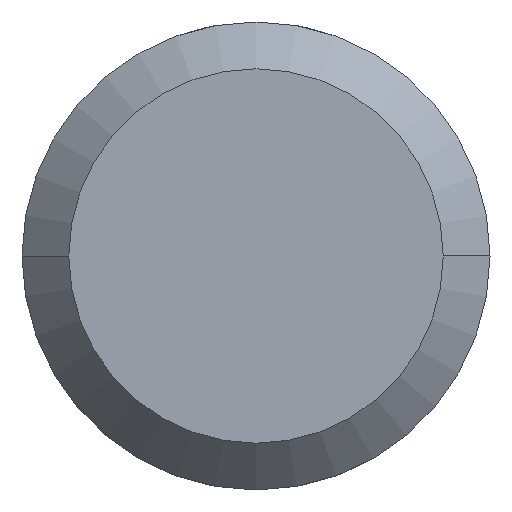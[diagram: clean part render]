
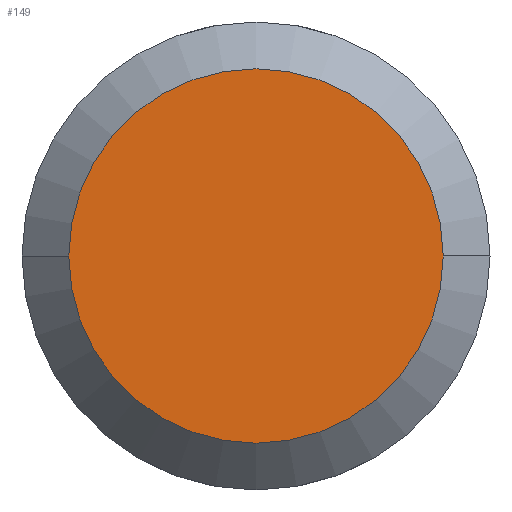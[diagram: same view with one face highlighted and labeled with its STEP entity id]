
A CAD part, left-side view. The second image highlights one B-rep face of the part: STEP entity #149.
In plain terms, the highlighted planar face has unit normal (-1, 0, 0).
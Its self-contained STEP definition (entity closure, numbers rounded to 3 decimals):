
#4 = DIRECTION ( 'NONE',  ( 0., -1., 0. ) ) ;
#13 = DIRECTION ( 'NONE',  ( -1., 0., 0. ) ) ;
#29 = FACE_OUTER_BOUND ( 'NONE', #78, .T. ) ;
#43 = CARTESIAN_POINT ( 'NONE',  ( 0., 4., 0. ) ) ;
#60 = EDGE_CURVE ( 'NONE', #182, #74, #209, .T. ) ;
#65 = CARTESIAN_POINT ( 'NONE',  ( 0., 0., 0. ) ) ;
#74 = VERTEX_POINT ( 'NONE', #43 ) ;
#78 = EDGE_LOOP ( 'NONE', ( #164, #115 ) ) ;
#102 = CARTESIAN_POINT ( 'NONE',  ( 0., -4., 0. ) ) ;
#115 = ORIENTED_EDGE ( 'NONE', *, *, #60, .T. ) ;
#119 = CARTESIAN_POINT ( 'NONE',  ( 0., 0., 0. ) ) ;
#123 = AXIS2_PLACEMENT_3D ( 'NONE', #133, #129, #4 ) ;
#129 = DIRECTION ( 'NONE',  ( -1., 0., 0. ) ) ;
#133 = CARTESIAN_POINT ( 'NONE',  ( 0., 0., 0. ) ) ;
#137 = DIRECTION ( 'NONE',  ( 0., -1., 0. ) ) ;
#149 = ADVANCED_FACE ( 'NONE', ( #29 ), #167, .T. ) ;
#158 = AXIS2_PLACEMENT_3D ( 'NONE', #119, #13, #211 ) ;
#164 = ORIENTED_EDGE ( 'NONE', *, *, #173, .T. ) ;
#167 = PLANE ( 'NONE',  #158 ) ;
#168 = AXIS2_PLACEMENT_3D ( 'NONE', #65, #188, #137 ) ;
#173 = EDGE_CURVE ( 'NONE', #74, #182, #208, .T. ) ;
#182 = VERTEX_POINT ( 'NONE', #102 ) ;
#188 = DIRECTION ( 'NONE',  ( -1., 0., 0. ) ) ;
#208 = CIRCLE ( 'NONE', #168, 4. ) ;
#209 = CIRCLE ( 'NONE', #123, 4. ) ;
#211 = DIRECTION ( 'NONE',  ( 0., -1., 0. ) ) ;
